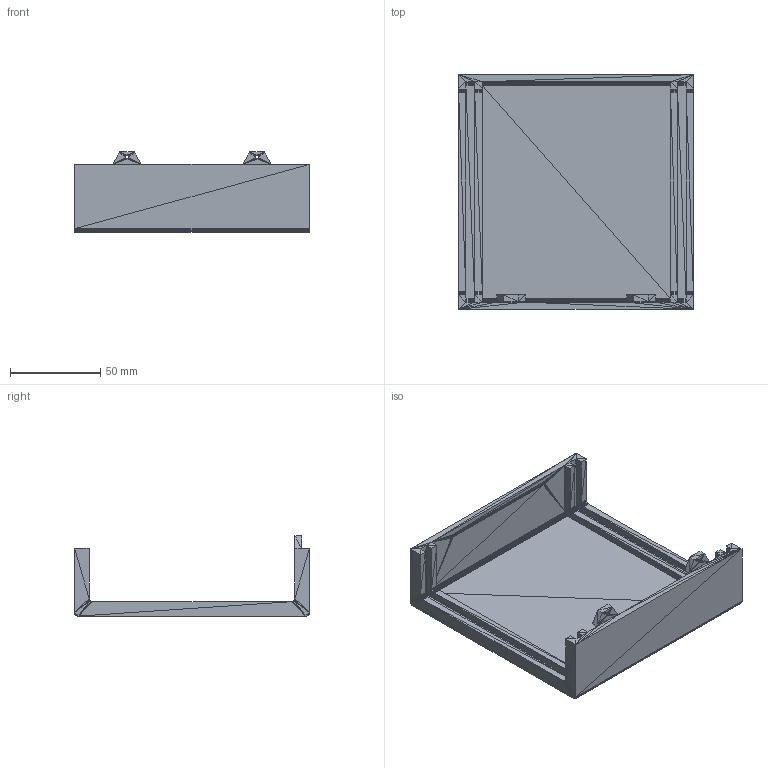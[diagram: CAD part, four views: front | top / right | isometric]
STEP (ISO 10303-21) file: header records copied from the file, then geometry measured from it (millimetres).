
FILE_DESCRIPTION(('FreeCAD Model'),'2;1');
FILE_NAME('Open CASCADE Shape Model','2025-12-27T17:50:11',(''),(''), 'Open CASCADE STEP processor 7.6','FreeCAD','Unknown');
FILE_SCHEMA(('AUTOMOTIVE_DESIGN { 1 0 10303 214 1 1 1 1 }'));
Length unit declared in the file: millimetre
Products named in the file (1): bottom001 (Solid)
Bounding box: 130 x 129.99 x 44.43 mm (x, y, z)
Volume: 116324 mm3; surface area: 59715.5 mm2
Topology: 1 solids, 1 shells, 1764 faces, 2646 edges, 876 vertices
Faces by surface type: plane 1764
Entity records: 34416 total; most frequent: DIRECTION 6176, ORIENTED_EDGE 5292, CARTESIAN_POINT 5287, EDGE_CURVE 2646, LINE 2646, VECTOR 2646, AXIS2_PLACEMENT_3D 1765, ADVANCED_FACE 1764
